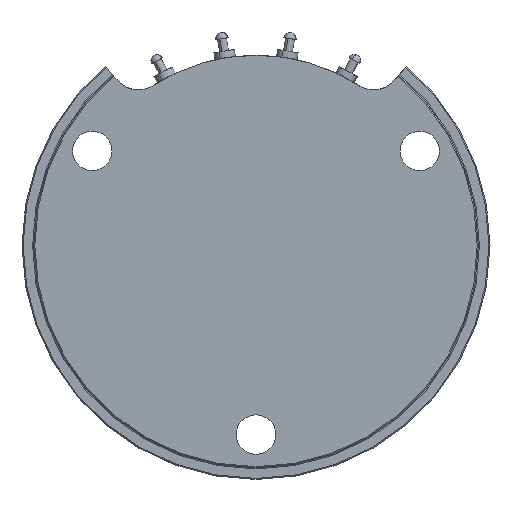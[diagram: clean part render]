
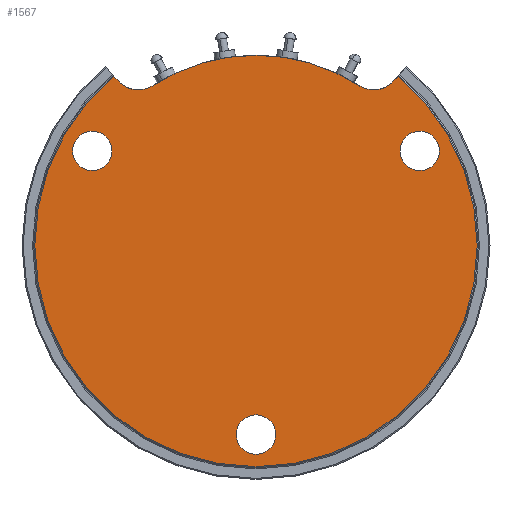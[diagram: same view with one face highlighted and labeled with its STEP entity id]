
A CAD part, front view. The second image highlights one B-rep face of the part: STEP entity #1567.
In plain terms, the highlighted planar face has unit normal (0, -1, 0).
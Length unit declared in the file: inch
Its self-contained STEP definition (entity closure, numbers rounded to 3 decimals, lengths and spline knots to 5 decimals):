
#7 = EDGE_CURVE ( 'NONE', #4479, #2723, #3714, .T. ) ;
#297 = CARTESIAN_POINT ( 'NONE',  ( -1.71459, -0.56588, 0.74459 ) ) ;
#304 = DIRECTION ( 'NONE',  ( 0., -1., 0. ) ) ;
#308 = VERTEX_POINT ( 'NONE', #2614 ) ;
#320 = ORIENTED_EDGE ( 'NONE', *, *, #737, .T. ) ;
#388 = DIRECTION ( 'NONE',  ( 0., 0., 1. ) ) ;
#462 = CIRCLE ( 'NONE', #4873, 0.0885 ) ;
#496 = AXIS2_PLACEMENT_3D ( 'NONE', #4475, #4522, #1049 ) ;
#514 = AXIS2_PLACEMENT_3D ( 'NONE', #3726, #662, #2161 ) ;
#538 = AXIS2_PLACEMENT_3D ( 'NONE', #4704, #3747, #1804 ) ;
#598 = CARTESIAN_POINT ( 'NONE',  ( -0.35368, -0.56588, 0.3365 ) ) ;
#618 = ORIENTED_EDGE ( 'NONE', *, *, #3702, .T. ) ;
#662 = DIRECTION ( 'NONE',  ( 0., 1., 0. ) ) ;
#679 = ORIENTED_EDGE ( 'NONE', *, *, #4623, .T. ) ;
#717 = DIRECTION ( 'NONE',  ( 0., 1., 0. ) ) ;
#737 = EDGE_CURVE ( 'NONE', #4237, #3445, #2818, .T. ) ;
#758 = LINE ( 'NONE', #297, #1293 ) ;
#783 = VECTOR ( 'NONE', #3921, 39.37008 ) ;
#814 = DIRECTION ( 'NONE',  ( 0., 0., 1. ) ) ;
#894 = ORIENTED_EDGE ( 'NONE', *, *, #4519, .T. ) ;
#1043 = EDGE_CURVE ( 'NONE', #308, #1893, #3602, .T. ) ;
#1049 = DIRECTION ( 'NONE',  ( 0., 0., 1. ) ) ;
#1080 = VERTEX_POINT ( 'NONE', #4099 ) ;
#1109 = FACE_OUTER_BOUND ( 'NONE', #3604, .T. ) ;
#1170 = CARTESIAN_POINT ( 'NONE',  ( -1.0898, -0.56588, -0.85 ) ) ;
#1216 = VERTEX_POINT ( 'NONE', #2291 ) ;
#1293 = VECTOR ( 'NONE', #1428, 39.37008 ) ;
#1377 = AXIS2_PLACEMENT_3D ( 'NONE', #3923, #1903, #4273 ) ;
#1385 = VERTEX_POINT ( 'NONE', #4191 ) ;
#1428 = DIRECTION ( 'NONE',  ( -0.643, 0., 0.766 ) ) ;
#1470 = VERTEX_POINT ( 'NONE', #2112 ) ;
#1471 = EDGE_CURVE ( 'NONE', #3445, #4237, #2074, .T. ) ;
#1567 = ADVANCED_FACE ( 'NONE', ( #3538, #1955, #4267, #1109 ), #1957, .F. ) ;
#1687 = AXIS2_PLACEMENT_3D ( 'NONE', #3145, #3893, #4663 ) ;
#1691 = ORIENTED_EDGE ( 'NONE', *, *, #3887, .T. ) ;
#1699 = DIRECTION ( 'NONE',  ( 0., -1., 0. ) ) ;
#1787 = CARTESIAN_POINT ( 'NONE',  ( -1.71459, -0.56588, 0.74459 ) ) ;
#1804 = DIRECTION ( 'NONE',  ( 0., 0., 1. ) ) ;
#1835 = CARTESIAN_POINT ( 'NONE',  ( -1.0898, -0.56588, 0. ) ) ;
#1861 = AXIS2_PLACEMENT_3D ( 'NONE', #3807, #3651, #4448 ) ;
#1893 = VERTEX_POINT ( 'NONE', #1787 ) ;
#1903 = DIRECTION ( 'NONE',  ( 0., 1., 0. ) ) ;
#1905 = EDGE_CURVE ( 'NONE', #1893, #1470, #758, .T. ) ;
#1955 = FACE_BOUND ( 'NONE', #2817, .T. ) ;
#1957 = PLANE ( 'NONE',  #3428 ) ;
#1967 = CARTESIAN_POINT ( 'NONE',  ( -0.45055, -0.56588, 0.76183 ) ) ;
#2074 = CIRCLE ( 'NONE', #1861, 0.0885 ) ;
#2112 = CARTESIAN_POINT ( 'NONE',  ( -1.72905, -0.56588, 0.76183 ) ) ;
#2132 = AXIS2_PLACEMENT_3D ( 'NONE', #1835, #304, #4160 ) ;
#2161 = DIRECTION ( 'NONE',  ( 0., 0., 1. ) ) ;
#2291 = CARTESIAN_POINT ( 'NONE',  ( -1.0898, -0.56588, -0.7615 ) ) ;
#2313 = EDGE_CURVE ( 'NONE', #1470, #4751, #4970, .T. ) ;
#2321 = ORIENTED_EDGE ( 'NONE', *, *, #3683, .T. ) ;
#2347 = LINE ( 'NONE', #2829, #783 ) ;
#2356 = CIRCLE ( 'NONE', #3342, 0.0885 ) ;
#2413 = EDGE_CURVE ( 'NONE', #2723, #1080, #4284, .T. ) ;
#2429 = ORIENTED_EDGE ( 'NONE', *, *, #1471, .T. ) ;
#2482 = VERTEX_POINT ( 'NONE', #3181 ) ;
#2555 = EDGE_LOOP ( 'NONE', ( #2321, #894 ) ) ;
#2558 = CIRCLE ( 'NONE', #4037, 0.0885 ) ;
#2614 = CARTESIAN_POINT ( 'NONE',  ( -1.55135, -0.56588, 0.71972 ) ) ;
#2723 = VERTEX_POINT ( 'NONE', #3543 ) ;
#2727 = ORIENTED_EDGE ( 'NONE', *, *, #1043, .T. ) ;
#2758 = CARTESIAN_POINT ( 'NONE',  ( -2.0893, -0.56588, 0. ) ) ;
#2767 = CIRCLE ( 'NONE', #2132, 0.855 ) ;
#2781 = DIRECTION ( 'NONE',  ( 0., 0., 1. ) ) ;
#2817 = EDGE_LOOP ( 'NONE', ( #2429, #320 ) ) ;
#2818 = CIRCLE ( 'NONE', #1377, 0.0885 ) ;
#2829 = CARTESIAN_POINT ( 'NONE',  ( -0.31913, -0.56588, 0.91844 ) ) ;
#2926 = DIRECTION ( 'NONE',  ( 0., 0., 1. ) ) ;
#3024 = CARTESIAN_POINT ( 'NONE',  ( -1.82592, -0.56588, 0.425 ) ) ;
#3145 = CARTESIAN_POINT ( 'NONE',  ( -1.0898, -0.56588, 0. ) ) ;
#3181 = CARTESIAN_POINT ( 'NONE',  ( -1.0898, -0.56588, -0.9385 ) ) ;
#3195 = VERTEX_POINT ( 'NONE', #4206 ) ;
#3232 = CARTESIAN_POINT ( 'NONE',  ( -1.0898, -0.56588, 0. ) ) ;
#3342 = AXIS2_PLACEMENT_3D ( 'NONE', #4509, #4853, #2926 ) ;
#3411 = DIRECTION ( 'NONE',  ( 0., 0., 1. ) ) ;
#3428 = AXIS2_PLACEMENT_3D ( 'NONE', #2758, #4269, #814 ) ;
#3445 = VERTEX_POINT ( 'NONE', #4298 ) ;
#3466 = ORIENTED_EDGE ( 'NONE', *, *, #2413, .T. ) ;
#3538 = FACE_BOUND ( 'NONE', #2555, .T. ) ;
#3543 = CARTESIAN_POINT ( 'NONE',  ( -0.62825, -0.56588, 0.71972 ) ) ;
#3602 = CIRCLE ( 'NONE', #538, 0.125 ) ;
#3604 = EDGE_LOOP ( 'NONE', ( #3660, #3905, #4864, #4192, #3466, #1691, #2727 ) ) ;
#3651 = DIRECTION ( 'NONE',  ( 0., 1., 0. ) ) ;
#3660 = ORIENTED_EDGE ( 'NONE', *, *, #1905, .T. ) ;
#3683 = EDGE_CURVE ( 'NONE', #3195, #1385, #4043, .T. ) ;
#3702 = EDGE_CURVE ( 'NONE', #1216, #2482, #2356, .T. ) ;
#3714 = CIRCLE ( 'NONE', #496, 0.125 ) ;
#3726 = CARTESIAN_POINT ( 'NONE',  ( -1.82592, -0.56588, 0.425 ) ) ;
#3747 = DIRECTION ( 'NONE',  ( 0., 1., 0. ) ) ;
#3807 = CARTESIAN_POINT ( 'NONE',  ( -0.35368, -0.56588, 0.425 ) ) ;
#3887 = EDGE_CURVE ( 'NONE', #1080, #308, #2767, .T. ) ;
#3893 = DIRECTION ( 'NONE',  ( 0., -1., 0. ) ) ;
#3905 = ORIENTED_EDGE ( 'NONE', *, *, #2313, .T. ) ;
#3921 = DIRECTION ( 'NONE',  ( -0.643, 0., -0.766 ) ) ;
#3923 = CARTESIAN_POINT ( 'NONE',  ( -0.35368, -0.56588, 0.425 ) ) ;
#4037 = AXIS2_PLACEMENT_3D ( 'NONE', #1170, #4282, #388 ) ;
#4043 = CIRCLE ( 'NONE', #514, 0.0885 ) ;
#4099 = CARTESIAN_POINT ( 'NONE',  ( -1.0898, -0.56588, 0.855 ) ) ;
#4150 = EDGE_CURVE ( 'NONE', #4751, #4479, #2347, .T. ) ;
#4160 = DIRECTION ( 'NONE',  ( 0., 0., 1. ) ) ;
#4167 = EDGE_LOOP ( 'NONE', ( #618, #679 ) ) ;
#4191 = CARTESIAN_POINT ( 'NONE',  ( -1.82592, -0.56588, 0.3365 ) ) ;
#4192 = ORIENTED_EDGE ( 'NONE', *, *, #7, .T. ) ;
#4206 = CARTESIAN_POINT ( 'NONE',  ( -1.82592, -0.56588, 0.5135 ) ) ;
#4237 = VERTEX_POINT ( 'NONE', #598 ) ;
#4267 = FACE_BOUND ( 'NONE', #4167, .T. ) ;
#4269 = DIRECTION ( 'NONE',  ( 0., 1., 0. ) ) ;
#4273 = DIRECTION ( 'NONE',  ( 0., 0., 1. ) ) ;
#4282 = DIRECTION ( 'NONE',  ( 0., 1., 0. ) ) ;
#4284 = CIRCLE ( 'NONE', #4703, 0.855 ) ;
#4298 = CARTESIAN_POINT ( 'NONE',  ( -0.35368, -0.56588, 0.5135 ) ) ;
#4448 = DIRECTION ( 'NONE',  ( 0., 0., 1. ) ) ;
#4475 = CARTESIAN_POINT ( 'NONE',  ( -0.56077, -0.56588, 0.82494 ) ) ;
#4479 = VERTEX_POINT ( 'NONE', #4958 ) ;
#4509 = CARTESIAN_POINT ( 'NONE',  ( -1.0898, -0.56588, -0.85 ) ) ;
#4519 = EDGE_CURVE ( 'NONE', #1385, #3195, #462, .T. ) ;
#4522 = DIRECTION ( 'NONE',  ( 0., 1., 0. ) ) ;
#4623 = EDGE_CURVE ( 'NONE', #2482, #1216, #2558, .T. ) ;
#4663 = DIRECTION ( 'NONE',  ( 0., 0., 1. ) ) ;
#4703 = AXIS2_PLACEMENT_3D ( 'NONE', #3232, #1699, #2781 ) ;
#4704 = CARTESIAN_POINT ( 'NONE',  ( -1.61883, -0.56588, 0.82494 ) ) ;
#4751 = VERTEX_POINT ( 'NONE', #1967 ) ;
#4853 = DIRECTION ( 'NONE',  ( 0., 1., 0. ) ) ;
#4864 = ORIENTED_EDGE ( 'NONE', *, *, #4150, .T. ) ;
#4873 = AXIS2_PLACEMENT_3D ( 'NONE', #3024, #717, #3411 ) ;
#4958 = CARTESIAN_POINT ( 'NONE',  ( -0.46501, -0.56588, 0.74459 ) ) ;
#4970 = CIRCLE ( 'NONE', #1687, 0.9945 ) ;
